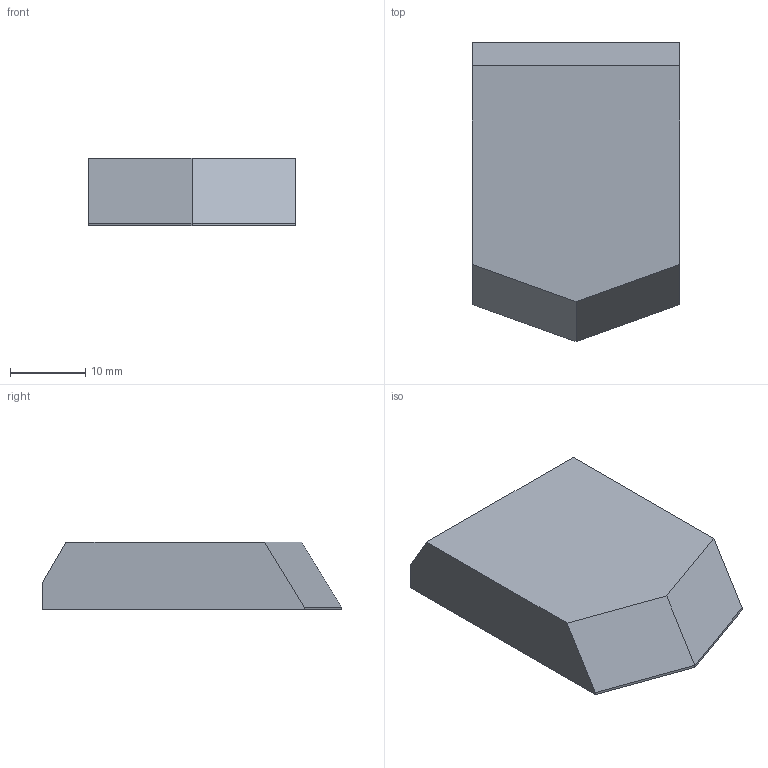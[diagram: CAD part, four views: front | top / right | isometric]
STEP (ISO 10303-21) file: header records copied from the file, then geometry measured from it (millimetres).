
FILE_DESCRIPTION(/* description */ (''),/* implementation_level */ '2;1');
FILE_NAME(/* name */ 'Blank tool holder.step',/* time_stamp */ '2019-01-20T18:17:19+01:00',/* author */ ('contactPZXHB'),/* organization */ (''),/* preprocessor_version */ 'ST-DEVELOPER v17.2',/* originating_system */ 'Autodesk Translation Framework v7.6.0.251',/* authorisation */ '');
FILE_SCHEMA (('AUTOMOTIVE_DESIGN { 1 0 10303 214 3 1 1 }'));
Length unit declared in the file: millimetre
Products named in the file (1): Blank tool holder
Bounding box: 27.6 x 39.8 x 9 mm (x, y, z)
Volume: 8406.8 mm3; surface area: 2967.6 mm2
Topology: 1 solids, 1 shells, 10 faces, 23 edges, 15 vertices
Faces by surface type: plane 10
Entity records: 312 total; most frequent: CARTESIAN_POINT 49, ORIENTED_EDGE 46, DIRECTION 45, LINE 23, VECTOR 23, EDGE_CURVE 23, VERTEX_POINT 15, AXIS2_PLACEMENT_3D 11
